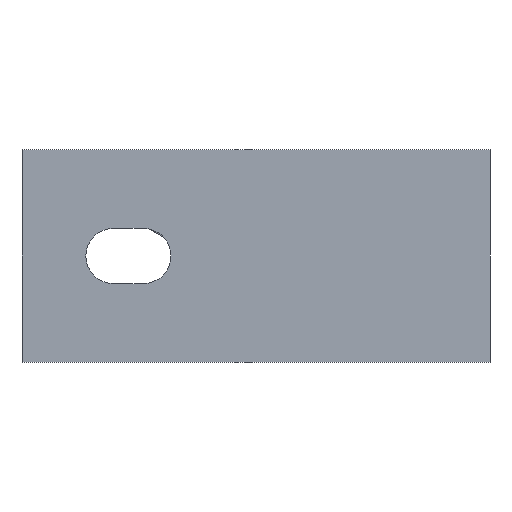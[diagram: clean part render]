
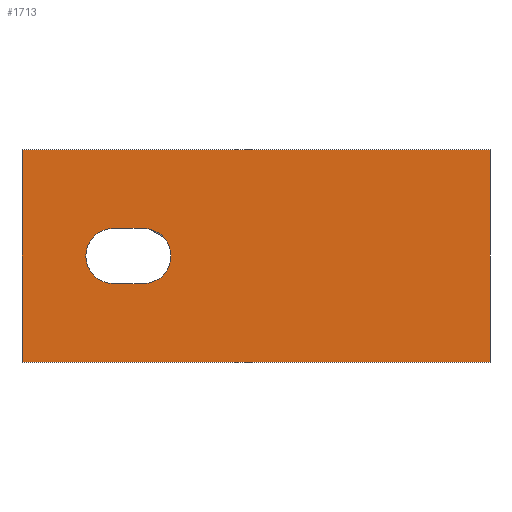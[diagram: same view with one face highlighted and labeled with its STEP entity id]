
A CAD part, left-side view. The second image highlights one B-rep face of the part: STEP entity #1713.
In plain terms, the highlighted face is planar.
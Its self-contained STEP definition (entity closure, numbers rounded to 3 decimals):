
#14 = FACE_OUTER_BOUND ( 'NONE', #982, .T. ) ;
#19 = VERTEX_POINT ( 'NONE', #219 ) ;
#100 = DIRECTION ( 'NONE',  ( 1., 0., 0. ) ) ;
#110 = ORIENTED_EDGE ( 'NONE', *, *, #173, .F. ) ;
#127 = EDGE_CURVE ( 'NONE', #1783, #1368, #1236, .T. ) ;
#165 = DIRECTION ( 'NONE',  ( -1., 0., 0. ) ) ;
#173 = EDGE_CURVE ( 'NONE', #1111, #1783, #874, .T. ) ;
#219 = CARTESIAN_POINT ( 'NONE',  ( 25., -88.5, 8. ) ) ;
#316 = CARTESIAN_POINT ( 'NONE',  ( 6.5, 0., 8. ) ) ;
#325 = EDGE_CURVE ( 'NONE', #742, #2040, #680, .T. ) ;
#330 = VECTOR ( 'NONE', #165, 1000. ) ;
#466 = ORIENTED_EDGE ( 'NONE', *, *, #127, .F. ) ;
#493 = VECTOR ( 'NONE', #1747, 1000. ) ;
#495 = LINE ( 'NONE', #1217, #330 ) ;
#525 = VECTOR ( 'NONE', #1117, 1000. ) ;
#571 = FACE_BOUND ( 'NONE', #1553, .T. ) ;
#577 = CARTESIAN_POINT ( 'NONE',  ( -25., 21.5, 8. ) ) ;
#578 = LINE ( 'NONE', #1306, #1872 ) ;
#591 = AXIS2_PLACEMENT_3D ( 'NONE', #1486, #2212, #1301 ) ;
#592 = DIRECTION ( 'NONE',  ( 0., -1., 0. ) ) ;
#608 = DIRECTION ( 'NONE',  ( 0., 0., 1. ) ) ;
#680 = LINE ( 'NONE', #577, #1254 ) ;
#700 = CARTESIAN_POINT ( 'NONE',  ( 6.5, -7., 8. ) ) ;
#719 = DIRECTION ( 'NONE',  ( 0., 0., 1. ) ) ;
#742 = VERTEX_POINT ( 'NONE', #1628 ) ;
#764 = ORIENTED_EDGE ( 'NONE', *, *, #903, .T. ) ;
#874 = CIRCLE ( 'NONE', #1818, 6.5 ) ;
#894 = PLANE ( 'NONE',  #2023 ) ;
#903 = EDGE_CURVE ( 'NONE', #1355, #742, #495, .T. ) ;
#917 = ORIENTED_EDGE ( 'NONE', *, *, #2306, .T. ) ;
#982 = EDGE_LOOP ( 'NONE', ( #1172, #1392, #917, #764 ) ) ;
#1111 = VERTEX_POINT ( 'NONE', #1384 ) ;
#1117 = DIRECTION ( 'NONE',  ( 1., 0., 0. ) ) ;
#1121 = LINE ( 'NONE', #1843, #525 ) ;
#1172 = ORIENTED_EDGE ( 'NONE', *, *, #325, .T. ) ;
#1217 = CARTESIAN_POINT ( 'NONE',  ( -25., 21.5, 8. ) ) ;
#1236 = LINE ( 'NONE', #1534, #493 ) ;
#1254 = VECTOR ( 'NONE', #2008, 1000. ) ;
#1255 = EDGE_CURVE ( 'NONE', #2040, #19, #1121, .T. ) ;
#1301 = DIRECTION ( 'NONE',  ( 1., 0., 0. ) ) ;
#1306 = CARTESIAN_POINT ( 'NONE',  ( -6.5, 0., 8. ) ) ;
#1350 = VECTOR ( 'NONE', #2028, 1000. ) ;
#1355 = VERTEX_POINT ( 'NONE', #1357 ) ;
#1357 = CARTESIAN_POINT ( 'NONE',  ( 25., 21.5, 8. ) ) ;
#1360 = ORIENTED_EDGE ( 'NONE', *, *, #1639, .F. ) ;
#1362 = VERTEX_POINT ( 'NONE', #2345 ) ;
#1368 = VERTEX_POINT ( 'NONE', #316 ) ;
#1384 = CARTESIAN_POINT ( 'NONE',  ( -6.5, -7., 8. ) ) ;
#1392 = ORIENTED_EDGE ( 'NONE', *, *, #1255, .T. ) ;
#1486 = CARTESIAN_POINT ( 'NONE',  ( 0., 0., 8. ) ) ;
#1499 = CARTESIAN_POINT ( 'NONE',  ( 25., 21.5, 8. ) ) ;
#1534 = CARTESIAN_POINT ( 'NONE',  ( 6.5, 0., 8. ) ) ;
#1553 = EDGE_LOOP ( 'NONE', ( #1360, #2092, #466, #110 ) ) ;
#1628 = CARTESIAN_POINT ( 'NONE',  ( -25., 21.5, 8. ) ) ;
#1635 = DIRECTION ( 'NONE',  ( 1., 0., 0. ) ) ;
#1639 = EDGE_CURVE ( 'NONE', #1362, #1111, #578, .T. ) ;
#1713 = ADVANCED_FACE ( 'NONE', ( #14, #571 ), #894, .T. ) ;
#1747 = DIRECTION ( 'NONE',  ( 0., 1., 0. ) ) ;
#1756 = CARTESIAN_POINT ( 'NONE',  ( -25., -88.5, 8. ) ) ;
#1783 = VERTEX_POINT ( 'NONE', #700 ) ;
#1818 = AXIS2_PLACEMENT_3D ( 'NONE', #2233, #608, #100 ) ;
#1843 = CARTESIAN_POINT ( 'NONE',  ( -25., -88.5, 8. ) ) ;
#1866 = LINE ( 'NONE', #1499, #1350 ) ;
#1872 = VECTOR ( 'NONE', #592, 1000. ) ;
#2008 = DIRECTION ( 'NONE',  ( 0., -1., 0. ) ) ;
#2023 = AXIS2_PLACEMENT_3D ( 'NONE', #2329, #719, #1635 ) ;
#2028 = DIRECTION ( 'NONE',  ( 0., 1., 0. ) ) ;
#2040 = VERTEX_POINT ( 'NONE', #1756 ) ;
#2092 = ORIENTED_EDGE ( 'NONE', *, *, #2261, .F. ) ;
#2212 = DIRECTION ( 'NONE',  ( 0., 0., 1. ) ) ;
#2233 = CARTESIAN_POINT ( 'NONE',  ( 0., -7., 8. ) ) ;
#2261 = EDGE_CURVE ( 'NONE', #1368, #1362, #2317, .T. ) ;
#2306 = EDGE_CURVE ( 'NONE', #19, #1355, #1866, .T. ) ;
#2317 = CIRCLE ( 'NONE', #591, 6.5 ) ;
#2329 = CARTESIAN_POINT ( 'NONE',  ( -25., -88.5, 8. ) ) ;
#2345 = CARTESIAN_POINT ( 'NONE',  ( -6.5, 0., 8. ) ) ;
